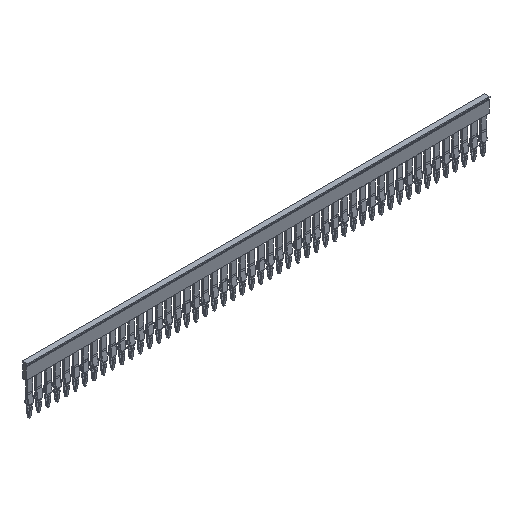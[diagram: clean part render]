
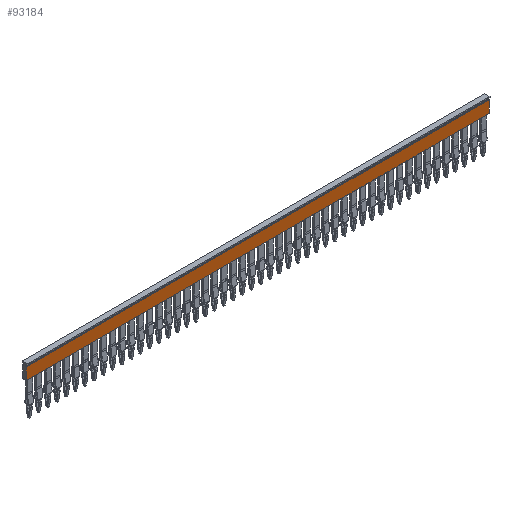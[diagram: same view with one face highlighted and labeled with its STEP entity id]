
A CAD part, isometric view. The second image highlights one B-rep face of the part: STEP entity #93184.
In plain terms, the highlighted planar face has unit normal (0, -1, 0).
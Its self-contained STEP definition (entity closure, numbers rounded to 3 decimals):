
#93157=AXIS2_PLACEMENT_3D('Plane Axis2P3D',#93154,#93155,#93156) ;
#92800=CARTESIAN_POINT('Vertex',(0.,0.4,26.012)) ;
#92803=CARTESIAN_POINT('Line Origine',(127.5,0.4,26.012)) ;
#92807=CARTESIAN_POINT('Vertex',(255.,0.4,26.012)) ;
#93154=CARTESIAN_POINT('Axis2P3D Location',(-2.55,0.4,19.512)) ;
#93159=CARTESIAN_POINT('Line Origine',(0.,0.4,22.762)) ;
#93163=CARTESIAN_POINT('Vertex',(0.,0.4,19.512)) ;
#93166=CARTESIAN_POINT('Line Origine',(127.5,0.4,19.512)) ;
#93170=CARTESIAN_POINT('Vertex',(255.,0.4,19.512)) ;
#93173=CARTESIAN_POINT('Line Origine',(255.,0.4,22.762)) ;
#92804=DIRECTION('Vector Direction',(-1.,0.,0.)) ;
#93155=DIRECTION('Axis2P3D Direction',(0.,1.,0.)) ;
#93156=DIRECTION('Axis2P3D XDirection',(0.,0.,1.)) ;
#93160=DIRECTION('Vector Direction',(0.,0.,-1.)) ;
#93167=DIRECTION('Vector Direction',(-1.,0.,0.)) ;
#93174=DIRECTION('Vector Direction',(0.,0.,1.)) ;
#92805=VECTOR('Line Direction',#92804,1.) ;
#93161=VECTOR('Line Direction',#93160,1.) ;
#93168=VECTOR('Line Direction',#93167,1.) ;
#93175=VECTOR('Line Direction',#93174,1.) ;
#93179=ORIENTED_EDGE('',*,*,#93165,.T.) ;
#93180=ORIENTED_EDGE('',*,*,#93172,.T.) ;
#93181=ORIENTED_EDGE('',*,*,#93177,.T.) ;
#93182=ORIENTED_EDGE('',*,*,#92809,.T.) ;
#93184=ADVANCED_FACE('Kunststoff',(#93183),#93158,.F.) ;
#92809=EDGE_CURVE('',#92808,#92801,#92806,.T.) ;
#93165=EDGE_CURVE('',#92801,#93164,#93162,.T.) ;
#93172=EDGE_CURVE('',#93164,#93171,#93169,.F.) ;
#93177=EDGE_CURVE('',#93171,#92808,#93176,.T.) ;
#93178=EDGE_LOOP('',(#93179,#93180,#93181,#93182)) ;
#93183=FACE_OUTER_BOUND('',#93178,.T.) ;
#92806=LINE('Line',#92803,#92805) ;
#93162=LINE('Line',#93159,#93161) ;
#93169=LINE('Line',#93166,#93168) ;
#93176=LINE('Line',#93173,#93175) ;
#93158=PLANE('',#93157) ;
#92801=VERTEX_POINT('',#92800) ;
#92808=VERTEX_POINT('',#92807) ;
#93164=VERTEX_POINT('',#93163) ;
#93171=VERTEX_POINT('',#93170) ;
